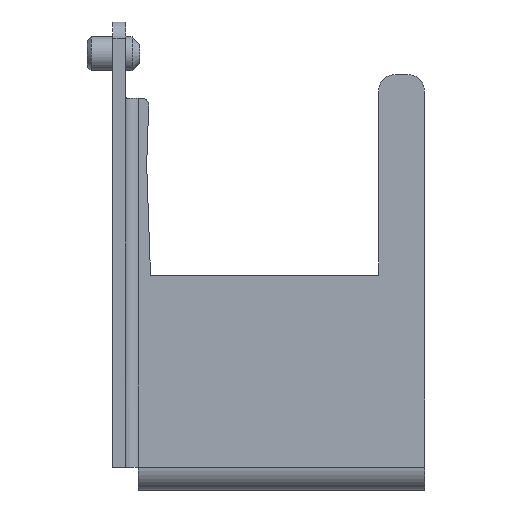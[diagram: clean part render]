
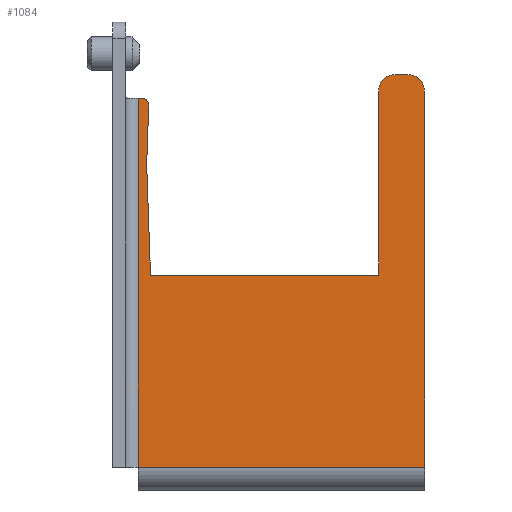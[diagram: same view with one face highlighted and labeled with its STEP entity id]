
A CAD part, left-side view. The second image highlights one B-rep face of the part: STEP entity #1084.
In plain terms, the highlighted planar face has unit normal (-1, 0, 0).
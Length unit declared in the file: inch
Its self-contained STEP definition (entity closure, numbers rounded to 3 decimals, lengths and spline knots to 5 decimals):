
#9 = CARTESIAN_POINT ( 'NONE',  ( -0.81988, 0.07874, 1.8622 ) ) ;
#37 = ORIENTED_EDGE ( 'NONE', *, *, #1512, .F. ) ;
#87 = DIRECTION ( 'NONE',  ( 0., 0.035, -0.999 ) ) ;
#169 = DIRECTION ( 'NONE',  ( 0., 0., 1. ) ) ;
#266 = CARTESIAN_POINT ( 'NONE',  ( -0.81988, 1.31772, 1.79921 ) ) ;
#284 = EDGE_LOOP ( 'NONE', ( #37, #3073, #593, #2647, #3096, #1648, #3159, #1310, #2214, #2033, #2080, #860 ) ) ;
#290 = VERTEX_POINT ( 'NONE', #3311 ) ;
#402 = CARTESIAN_POINT ( 'NONE',  ( -0.81988, 1.29793, 1.51969 ) ) ;
#405 = CARTESIAN_POINT ( 'NONE',  ( -0.81988, 1.33661, 0.10669 ) ) ;
#419 = CARTESIAN_POINT ( 'NONE',  ( -0.81988, 0.07874, 1.94094 ) ) ;
#429 = CARTESIAN_POINT ( 'NONE',  ( -0.81988, 1.33661, 0.10669 ) ) ;
#464 = AXIS2_PLACEMENT_3D ( 'NONE', #266, #2825, #1703 ) ;
#471 = CARTESIAN_POINT ( 'NONE',  ( -0.81988, 0.13622, 1.94094 ) ) ;
#475 = VECTOR ( 'NONE', #833, 39.37008 ) ;
#497 = CARTESIAN_POINT ( 'NONE',  ( -0.81988, 0.21496, 0.10669 ) ) ;
#566 = CARTESIAN_POINT ( 'NONE',  ( -0.81988, 0., 0.10669 ) ) ;
#593 = ORIENTED_EDGE ( 'NONE', *, *, #803, .F. ) ;
#651 = CARTESIAN_POINT ( 'NONE',  ( -0.81988, 0., 0.10669 ) ) ;
#654 = CARTESIAN_POINT ( 'NONE',  ( -0.81988, 1.31772, 1.82874 ) ) ;
#659 = DIRECTION ( 'NONE',  ( 0., 0., -1. ) ) ;
#674 = CARTESIAN_POINT ( 'NONE',  ( -0.81988, 0.13622, 1.8622 ) ) ;
#680 = EDGE_CURVE ( 'NONE', #1552, #3456, #2662, .T. ) ;
#718 = PLANE ( 'NONE',  #935 ) ;
#801 = VERTEX_POINT ( 'NONE', #2624 ) ;
#803 = EDGE_CURVE ( 'NONE', #2884, #3321, #3414, .T. ) ;
#816 = CARTESIAN_POINT ( 'NONE',  ( -0.81988, 1.27992, 1.00394 ) ) ;
#833 = DIRECTION ( 'NONE',  ( 0., -1., 0. ) ) ;
#860 = ORIENTED_EDGE ( 'NONE', *, *, #680, .T. ) ;
#869 = LINE ( 'NONE', #1154, #2129 ) ;
#874 = VECTOR ( 'NONE', #3496, 39.37008 ) ;
#880 = AXIS2_PLACEMENT_3D ( 'NONE', #9, #902, #3114 ) ;
#889 = VERTEX_POINT ( 'NONE', #402 ) ;
#902 = DIRECTION ( 'NONE',  ( 1., 0., 0. ) ) ;
#910 = LINE ( 'NONE', #929, #2313 ) ;
#929 = CARTESIAN_POINT ( 'NONE',  ( -0.81988, 1.29793, 1.51969 ) ) ;
#935 = AXIS2_PLACEMENT_3D ( 'NONE', #429, #2706, #1858 ) ;
#951 = CARTESIAN_POINT ( 'NONE',  ( -0.81988, 1.28821, 1.79818 ) ) ;
#1032 = EDGE_CURVE ( 'NONE', #889, #2599, #910, .T. ) ;
#1084 = ADVANCED_FACE ( 'NONE', ( #2125 ), #718, .F. ) ;
#1112 = LINE ( 'NONE', #2795, #475 ) ;
#1154 = CARTESIAN_POINT ( 'NONE',  ( -0.81988, 1.33661, 0.10669 ) ) ;
#1194 = EDGE_CURVE ( 'NONE', #1552, #2913, #869, .T. ) ;
#1310 = ORIENTED_EDGE ( 'NONE', *, *, #2020, .F. ) ;
#1323 = CARTESIAN_POINT ( 'NONE',  ( -0.81988, 0.21496, 1.8622 ) ) ;
#1481 = DIRECTION ( 'NONE',  ( 0., -1., 0. ) ) ;
#1487 = CARTESIAN_POINT ( 'NONE',  ( -0.81988, 1.33661, 0.10669 ) ) ;
#1504 = LINE ( 'NONE', #1487, #1545 ) ;
#1512 = EDGE_CURVE ( 'NONE', #1654, #3456, #2321, .T. ) ;
#1545 = VECTOR ( 'NONE', #169, 39.37008 ) ;
#1552 = VERTEX_POINT ( 'NONE', #566 ) ;
#1557 = VERTEX_POINT ( 'NONE', #2571 ) ;
#1636 = DIRECTION ( 'NONE',  ( 0., 0., 1. ) ) ;
#1648 = ORIENTED_EDGE ( 'NONE', *, *, #1032, .F. ) ;
#1654 = VERTEX_POINT ( 'NONE', #419 ) ;
#1703 = DIRECTION ( 'NONE',  ( 0., 0., -1. ) ) ;
#1852 = DIRECTION ( 'NONE',  ( 1., 0., 0. ) ) ;
#1858 = DIRECTION ( 'NONE',  ( 0., 0., -1. ) ) ;
#1959 = VECTOR ( 'NONE', #1481, 39.37008 ) ;
#1990 = LINE ( 'NONE', #2850, #2563 ) ;
#2020 = EDGE_CURVE ( 'NONE', #801, #2325, #2324, .T. ) ;
#2033 = ORIENTED_EDGE ( 'NONE', *, *, #3120, .F. ) ;
#2073 = DIRECTION ( 'NONE',  ( 0., -0.035, -0.999 ) ) ;
#2080 = ORIENTED_EDGE ( 'NONE', *, *, #1194, .F. ) ;
#2125 = FACE_OUTER_BOUND ( 'NONE', #284, .T. ) ;
#2129 = VECTOR ( 'NONE', #2243, 39.37008 ) ;
#2173 = EDGE_CURVE ( 'NONE', #1557, #801, #2404, .T. ) ;
#2200 = CARTESIAN_POINT ( 'NONE',  ( -0.81988, 0., 1.8622 ) ) ;
#2214 = ORIENTED_EDGE ( 'NONE', *, *, #2173, .F. ) ;
#2216 = VECTOR ( 'NONE', #1636, 39.37008 ) ;
#2243 = DIRECTION ( 'NONE',  ( 0., 1., 0. ) ) ;
#2313 = VECTOR ( 'NONE', #2073, 39.37008 ) ;
#2321 = CIRCLE ( 'NONE', #880, 0.07874 ) ;
#2324 = CIRCLE ( 'NONE', #464, 0.02953 ) ;
#2325 = VERTEX_POINT ( 'NONE', #3297 ) ;
#2404 = LINE ( 'NONE', #654, #1959 ) ;
#2563 = VECTOR ( 'NONE', #2574, 39.37008 ) ;
#2571 = CARTESIAN_POINT ( 'NONE',  ( -0.81988, 1.33661, 1.82874 ) ) ;
#2574 = DIRECTION ( 'NONE',  ( 0., -1., 0. ) ) ;
#2599 = VERTEX_POINT ( 'NONE', #816 ) ;
#2624 = CARTESIAN_POINT ( 'NONE',  ( -0.81988, 1.31772, 1.82874 ) ) ;
#2647 = ORIENTED_EDGE ( 'NONE', *, *, #3465, .F. ) ;
#2662 = LINE ( 'NONE', #651, #874 ) ;
#2693 = VECTOR ( 'NONE', #87, 39.37008 ) ;
#2706 = DIRECTION ( 'NONE',  ( 1., 0., 0. ) ) ;
#2795 = CARTESIAN_POINT ( 'NONE',  ( -0.81988, 1.33661, 1.00394 ) ) ;
#2825 = DIRECTION ( 'NONE',  ( 1., 0., 0. ) ) ;
#2850 = CARTESIAN_POINT ( 'NONE',  ( -0.81988, 1.33661, 1.94094 ) ) ;
#2884 = VERTEX_POINT ( 'NONE', #1323 ) ;
#2913 = VERTEX_POINT ( 'NONE', #405 ) ;
#3035 = EDGE_CURVE ( 'NONE', #2599, #290, #1112, .T. ) ;
#3073 = ORIENTED_EDGE ( 'NONE', *, *, #3078, .F. ) ;
#3078 = EDGE_CURVE ( 'NONE', #3321, #1654, #1990, .T. ) ;
#3096 = ORIENTED_EDGE ( 'NONE', *, *, #3035, .F. ) ;
#3114 = DIRECTION ( 'NONE',  ( 0., 0., -1. ) ) ;
#3120 = EDGE_CURVE ( 'NONE', #2913, #1557, #1504, .T. ) ;
#3158 = LINE ( 'NONE', #951, #2693 ) ;
#3159 = ORIENTED_EDGE ( 'NONE', *, *, #3613, .F. ) ;
#3294 = AXIS2_PLACEMENT_3D ( 'NONE', #674, #1852, #659 ) ;
#3297 = CARTESIAN_POINT ( 'NONE',  ( -0.81988, 1.28821, 1.79818 ) ) ;
#3311 = CARTESIAN_POINT ( 'NONE',  ( -0.81988, 0.21496, 1.00394 ) ) ;
#3321 = VERTEX_POINT ( 'NONE', #471 ) ;
#3414 = CIRCLE ( 'NONE', #3294, 0.07874 ) ;
#3456 = VERTEX_POINT ( 'NONE', #2200 ) ;
#3465 = EDGE_CURVE ( 'NONE', #290, #2884, #3543, .T. ) ;
#3496 = DIRECTION ( 'NONE',  ( 0., 0., 1. ) ) ;
#3543 = LINE ( 'NONE', #497, #2216 ) ;
#3613 = EDGE_CURVE ( 'NONE', #2325, #889, #3158, .T. ) ;
